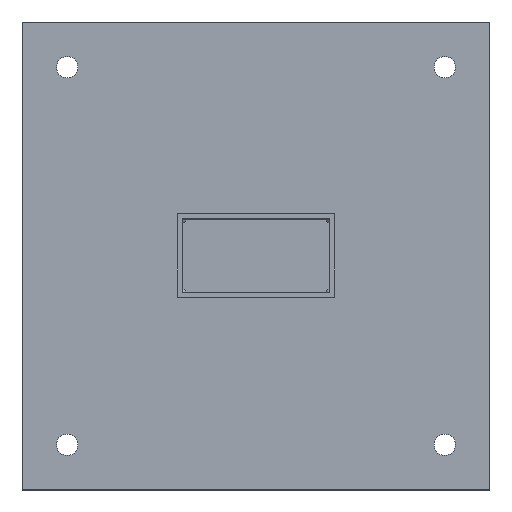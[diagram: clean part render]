
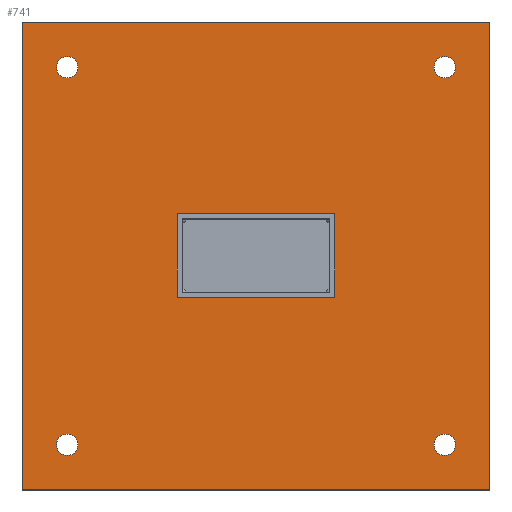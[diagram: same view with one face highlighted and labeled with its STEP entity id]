
A CAD part, top view. The second image highlights one B-rep face of the part: STEP entity #741.
In plain terms, the highlighted planar face has unit normal (0, 0, 1).
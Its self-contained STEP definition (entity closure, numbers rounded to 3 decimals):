
#40=FACE_BOUND('',#161,.T.);
#41=FACE_BOUND('',#162,.T.);
#42=FACE_BOUND('',#163,.T.);
#43=FACE_BOUND('',#164,.T.);
#44=FACE_BOUND('',#165,.T.);
#59=PLANE('',#845);
#99=FACE_OUTER_BOUND('',#160,.T.);
#160=EDGE_LOOP('',(#655,#656,#657,#658));
#161=EDGE_LOOP('',(#659,#660));
#162=EDGE_LOOP('',(#661,#662));
#163=EDGE_LOOP('',(#663,#664));
#164=EDGE_LOOP('',(#665,#666));
#165=EDGE_LOOP('',(#667,#668,#669,#670));
#203=LINE('',#1230,#255);
#207=LINE('',#1238,#259);
#210=LINE('',#1244,#262);
#213=LINE('',#1249,#265);
#215=LINE('',#1255,#267);
#216=LINE('',#1257,#268);
#217=LINE('',#1259,#269);
#218=LINE('',#1260,#270);
#255=VECTOR('',#1029,10.);
#259=VECTOR('',#1035,10.);
#262=VECTOR('',#1040,10.);
#265=VECTOR('',#1045,10.);
#267=VECTOR('',#1051,10.);
#268=VECTOR('',#1052,10.);
#269=VECTOR('',#1053,10.);
#270=VECTOR('',#1054,10.);
#304=CIRCLE('',#805,6.5);
#305=CIRCLE('',#806,6.5);
#307=CIRCLE('',#809,6.5);
#308=CIRCLE('',#810,6.5);
#310=CIRCLE('',#813,6.5);
#311=CIRCLE('',#814,6.5);
#313=CIRCLE('',#817,6.5);
#314=CIRCLE('',#818,6.5);
#352=VERTEX_POINT('',#1149);
#353=VERTEX_POINT('',#1151);
#355=VERTEX_POINT('',#1157);
#356=VERTEX_POINT('',#1159);
#358=VERTEX_POINT('',#1165);
#359=VERTEX_POINT('',#1167);
#361=VERTEX_POINT('',#1173);
#362=VERTEX_POINT('',#1175);
#379=VERTEX_POINT('',#1228);
#380=VERTEX_POINT('',#1229);
#383=VERTEX_POINT('',#1237);
#385=VERTEX_POINT('',#1243);
#387=VERTEX_POINT('',#1253);
#388=VERTEX_POINT('',#1254);
#389=VERTEX_POINT('',#1256);
#390=VERTEX_POINT('',#1258);
#433=EDGE_CURVE('',#353,#352,#304,.T.);
#434=EDGE_CURVE('',#352,#353,#305,.T.);
#437=EDGE_CURVE('',#356,#355,#307,.T.);
#438=EDGE_CURVE('',#355,#356,#308,.T.);
#441=EDGE_CURVE('',#359,#358,#310,.T.);
#442=EDGE_CURVE('',#358,#359,#311,.T.);
#445=EDGE_CURVE('',#362,#361,#313,.T.);
#446=EDGE_CURVE('',#361,#362,#314,.T.);
#471=EDGE_CURVE('',#379,#380,#203,.T.);
#475=EDGE_CURVE('',#380,#383,#207,.T.);
#478=EDGE_CURVE('',#383,#385,#210,.T.);
#481=EDGE_CURVE('',#385,#379,#213,.T.);
#483=EDGE_CURVE('',#387,#388,#215,.T.);
#484=EDGE_CURVE('',#388,#389,#216,.T.);
#485=EDGE_CURVE('',#389,#390,#217,.T.);
#486=EDGE_CURVE('',#390,#387,#218,.T.);
#655=ORIENTED_EDGE('',*,*,#483,.T.);
#656=ORIENTED_EDGE('',*,*,#484,.T.);
#657=ORIENTED_EDGE('',*,*,#485,.T.);
#658=ORIENTED_EDGE('',*,*,#486,.T.);
#659=ORIENTED_EDGE('',*,*,#433,.T.);
#660=ORIENTED_EDGE('',*,*,#434,.T.);
#661=ORIENTED_EDGE('',*,*,#437,.T.);
#662=ORIENTED_EDGE('',*,*,#438,.T.);
#663=ORIENTED_EDGE('',*,*,#441,.T.);
#664=ORIENTED_EDGE('',*,*,#442,.T.);
#665=ORIENTED_EDGE('',*,*,#445,.T.);
#666=ORIENTED_EDGE('',*,*,#446,.T.);
#667=ORIENTED_EDGE('',*,*,#471,.T.);
#668=ORIENTED_EDGE('',*,*,#475,.T.);
#669=ORIENTED_EDGE('',*,*,#478,.T.);
#670=ORIENTED_EDGE('',*,*,#481,.T.);
#741=ADVANCED_FACE('',(#99,#40,#41,#42,#43,#44),#59,.T.);
#805=AXIS2_PLACEMENT_3D('',#1152,#942,#943);
#806=AXIS2_PLACEMENT_3D('',#1153,#944,#945);
#809=AXIS2_PLACEMENT_3D('',#1160,#951,#952);
#810=AXIS2_PLACEMENT_3D('',#1161,#953,#954);
#813=AXIS2_PLACEMENT_3D('',#1168,#960,#961);
#814=AXIS2_PLACEMENT_3D('',#1169,#962,#963);
#817=AXIS2_PLACEMENT_3D('',#1176,#969,#970);
#818=AXIS2_PLACEMENT_3D('',#1177,#971,#972);
#845=AXIS2_PLACEMENT_3D('',#1252,#1049,#1050);
#942=DIRECTION('center_axis',(0.,0.,-1.));
#943=DIRECTION('ref_axis',(1.,0.,0.));
#944=DIRECTION('center_axis',(0.,0.,-1.));
#945=DIRECTION('ref_axis',(1.,0.,0.));
#951=DIRECTION('center_axis',(0.,0.,-1.));
#952=DIRECTION('ref_axis',(1.,0.,0.));
#953=DIRECTION('center_axis',(0.,0.,-1.));
#954=DIRECTION('ref_axis',(1.,0.,0.));
#960=DIRECTION('center_axis',(0.,0.,-1.));
#961=DIRECTION('ref_axis',(1.,0.,0.));
#962=DIRECTION('center_axis',(0.,0.,-1.));
#963=DIRECTION('ref_axis',(1.,0.,0.));
#969=DIRECTION('center_axis',(0.,0.,-1.));
#970=DIRECTION('ref_axis',(1.,0.,0.));
#971=DIRECTION('center_axis',(0.,0.,-1.));
#972=DIRECTION('ref_axis',(1.,0.,0.));
#1029=DIRECTION('',(0.,1.,0.));
#1035=DIRECTION('',(1.,0.,0.));
#1040=DIRECTION('',(0.,-1.,0.));
#1045=DIRECTION('',(-1.,0.,0.));
#1049=DIRECTION('center_axis',(0.,0.,1.));
#1050=DIRECTION('ref_axis',(1.,0.,0.));
#1051=DIRECTION('',(1.,0.,0.));
#1052=DIRECTION('',(0.,1.,0.));
#1053=DIRECTION('',(-1.,0.,0.));
#1054=DIRECTION('',(0.,-1.,0.));
#1149=CARTESIAN_POINT('',(108.5,115.,4.));
#1151=CARTESIAN_POINT('',(121.5,115.,4.));
#1152=CARTESIAN_POINT('Origin',(115.,115.,4.));
#1153=CARTESIAN_POINT('Origin',(115.,115.,4.));
#1157=CARTESIAN_POINT('',(-121.5,-115.,4.));
#1159=CARTESIAN_POINT('',(-108.5,-115.,4.));
#1160=CARTESIAN_POINT('Origin',(-115.,-115.,4.));
#1161=CARTESIAN_POINT('Origin',(-115.,-115.,4.));
#1165=CARTESIAN_POINT('',(108.5,-115.,4.));
#1167=CARTESIAN_POINT('',(121.5,-115.,4.));
#1168=CARTESIAN_POINT('Origin',(115.,-115.,4.));
#1169=CARTESIAN_POINT('Origin',(115.,-115.,4.));
#1173=CARTESIAN_POINT('',(-121.5,115.,4.));
#1175=CARTESIAN_POINT('',(-108.5,115.,4.));
#1176=CARTESIAN_POINT('Origin',(-115.,115.,4.));
#1177=CARTESIAN_POINT('Origin',(-115.,115.,4.));
#1228=CARTESIAN_POINT('',(-48.,-25.5,4.));
#1229=CARTESIAN_POINT('',(-48.,25.5,4.));
#1230=CARTESIAN_POINT('',(-48.,12.75,4.));
#1237=CARTESIAN_POINT('',(48.,25.5,4.));
#1238=CARTESIAN_POINT('',(24.,25.5,4.));
#1243=CARTESIAN_POINT('',(48.,-25.5,4.));
#1244=CARTESIAN_POINT('',(48.,-12.75,4.));
#1249=CARTESIAN_POINT('',(-24.,-25.5,4.));
#1252=CARTESIAN_POINT('Origin',(0.,0.,4.));
#1253=CARTESIAN_POINT('',(-142.5,-142.5,4.));
#1254=CARTESIAN_POINT('',(142.5,-142.5,4.));
#1255=CARTESIAN_POINT('',(142.5,-142.5,4.));
#1256=CARTESIAN_POINT('',(142.5,142.5,4.));
#1257=CARTESIAN_POINT('',(142.5,142.5,4.));
#1258=CARTESIAN_POINT('',(-142.5,142.5,4.));
#1259=CARTESIAN_POINT('',(-142.5,142.5,4.));
#1260=CARTESIAN_POINT('',(-142.5,-142.5,4.));
